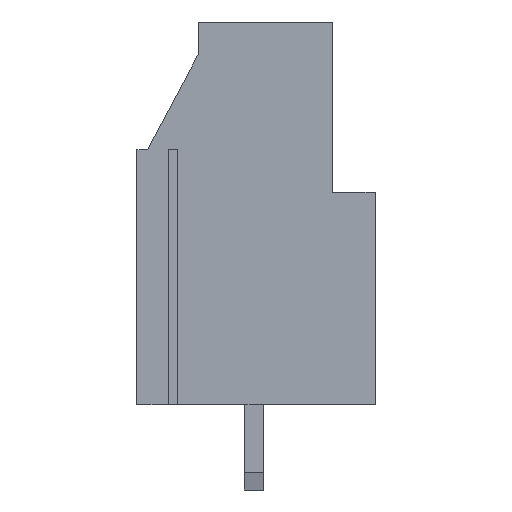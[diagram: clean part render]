
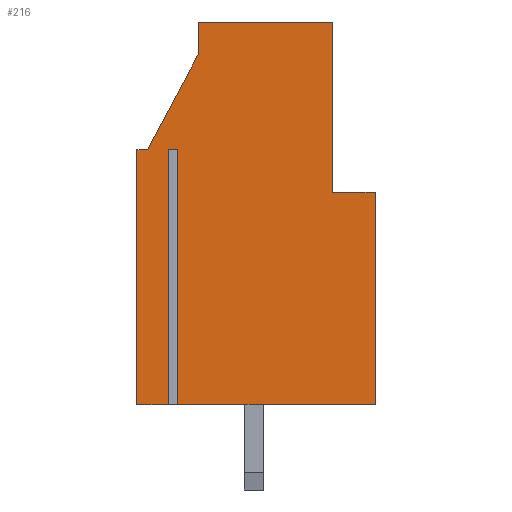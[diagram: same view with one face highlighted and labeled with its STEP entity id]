
A CAD part, front view. The second image highlights one B-rep face of the part: STEP entity #216.
In plain terms, the highlighted planar face has unit normal (0, -1, 0).
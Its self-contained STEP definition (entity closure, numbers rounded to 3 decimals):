
#216 = ADVANCED_FACE( '', ( #466 ), #467, .T. );
#466 = FACE_OUTER_BOUND( '', #764, .T. );
#467 = PLANE( '', #765 );
#764 = EDGE_LOOP( '', ( #1248, #1249, #1250, #1251, #1252, #1253, #1254, #1255, #1256, #1257, #1258, #1259, #1260 ) );
#765 = AXIS2_PLACEMENT_3D( '', #1261, #1262, #1263 );
#1248 = ORIENTED_EDGE( '', *, *, #2008, .T. );
#1249 = ORIENTED_EDGE( '', *, *, #1845, .T. );
#1250 = ORIENTED_EDGE( '', *, *, #2009, .F. );
#1251 = ORIENTED_EDGE( '', *, *, #2010, .T. );
#1252 = ORIENTED_EDGE( '', *, *, #2011, .F. );
#1253 = ORIENTED_EDGE( '', *, *, #2012, .F. );
#1254 = ORIENTED_EDGE( '', *, *, #1868, .T. );
#1255 = ORIENTED_EDGE( '', *, *, #2013, .T. );
#1256 = ORIENTED_EDGE( '', *, *, #2000, .T. );
#1257 = ORIENTED_EDGE( '', *, *, #2014, .T. );
#1258 = ORIENTED_EDGE( '', *, *, #2015, .T. );
#1259 = ORIENTED_EDGE( '', *, *, #2016, .F. );
#1260 = ORIENTED_EDGE( '', *, *, #2017, .F. );
#1261 = CARTESIAN_POINT( '', ( 0., -7.62, 0. ) );
#1262 = DIRECTION( '', ( 0., -1., 0. ) );
#1263 = DIRECTION( '', ( 0., 0., -1. ) );
#1845 = EDGE_CURVE( '', #2197, #2194, #2198, .T. );
#1868 = EDGE_CURVE( '', #2239, #2237, #2240, .T. );
#2000 = EDGE_CURVE( '', #2459, #2460, #2461, .T. );
#2008 = EDGE_CURVE( '', #2471, #2197, #2472, .T. );
#2009 = EDGE_CURVE( '', #2473, #2194, #2474, .T. );
#2010 = EDGE_CURVE( '', #2473, #2475, #2476, .T. );
#2011 = EDGE_CURVE( '', #2477, #2475, #2478, .T. );
#2012 = EDGE_CURVE( '', #2239, #2477, #2479, .T. );
#2013 = EDGE_CURVE( '', #2237, #2459, #2480, .T. );
#2014 = EDGE_CURVE( '', #2460, #2481, #2482, .T. );
#2015 = EDGE_CURVE( '', #2481, #2483, #2484, .T. );
#2016 = EDGE_CURVE( '', #2485, #2483, #2486, .T. );
#2017 = EDGE_CURVE( '', #2471, #2485, #2487, .T. );
#2194 = VERTEX_POINT( '', #2714 );
#2197 = VERTEX_POINT( '', #2718 );
#2198 = LINE( '', #2719, #2720 );
#2237 = VERTEX_POINT( '', #2775 );
#2239 = VERTEX_POINT( '', #2778 );
#2240 = LINE( '', #2779, #2780 );
#2459 = VERTEX_POINT( '', #3099 );
#2460 = VERTEX_POINT( '', #3100 );
#2461 = LINE( '', #3101, #3102 );
#2471 = VERTEX_POINT( '', #3117 );
#2472 = LINE( '', #3118, #3119 );
#2473 = VERTEX_POINT( '', #3120 );
#2474 = LINE( '', #3121, #3122 );
#2475 = VERTEX_POINT( '', #3123 );
#2476 = LINE( '', #3124, #3125 );
#2477 = VERTEX_POINT( '', #3126 );
#2478 = LINE( '', #3127, #3128 );
#2479 = LINE( '', #3129, #3130 );
#2480 = LINE( '', #3131, #3132 );
#2481 = VERTEX_POINT( '', #3133 );
#2482 = LINE( '', #3134, #3135 );
#2483 = VERTEX_POINT( '', #3136 );
#2484 = LINE( '', #3137, #3138 );
#2485 = VERTEX_POINT( '', #3139 );
#2486 = LINE( '', #3140, #3141 );
#2487 = LINE( '', #3142, #3143 );
#2714 = CARTESIAN_POINT( '', ( 1.93, -7.62, 0. ) );
#2718 = CARTESIAN_POINT( '', ( 1.93, -7.62, 12. ) );
#2719 = CARTESIAN_POINT( '', ( 1.93, -7.62, 12. ) );
#2720 = VECTOR( '', #3455, 1000. );
#2775 = CARTESIAN_POINT( '', ( 2.9, -7.62, 18. ) );
#2778 = CARTESIAN_POINT( '', ( 9.2, -7.62, 18. ) );
#2779 = CARTESIAN_POINT( '', ( 11.2, -7.62, 18. ) );
#2780 = VECTOR( '', #3476, 1000. );
#3099 = CARTESIAN_POINT( '', ( 2.9, -7.62, 16.5 ) );
#3100 = CARTESIAN_POINT( '', ( 0.5, -7.62, 12. ) );
#3101 = CARTESIAN_POINT( '', ( -3.824, -7.62, 3.893 ) );
#3102 = VECTOR( '', #3604, 1000. );
#3117 = CARTESIAN_POINT( '', ( 1.47, -7.62, 12. ) );
#3118 = CARTESIAN_POINT( '', ( 1.47, -7.62, 12. ) );
#3119 = VECTOR( '', #3610, 1000. );
#3120 = CARTESIAN_POINT( '', ( 11.2, -7.62, 0. ) );
#3121 = CARTESIAN_POINT( '', ( 1.741, -7.62, 0. ) );
#3122 = VECTOR( '', #3611, 1000. );
#3123 = CARTESIAN_POINT( '', ( 11.2, -7.62, 10. ) );
#3124 = CARTESIAN_POINT( '', ( 11.2, -7.62, -4. ) );
#3125 = VECTOR( '', #3612, 1000. );
#3126 = CARTESIAN_POINT( '', ( 9.2, -7.62, 10. ) );
#3127 = CARTESIAN_POINT( '', ( 9.447, -7.62, 10. ) );
#3128 = VECTOR( '', #3613, 1000. );
#3129 = CARTESIAN_POINT( '', ( 9.2, -7.62, 18. ) );
#3130 = VECTOR( '', #3614, 1000. );
#3131 = CARTESIAN_POINT( '', ( 2.9, -7.62, -1. ) );
#3132 = VECTOR( '', #3615, 1000. );
#3133 = CARTESIAN_POINT( '', ( 0., -7.62, 12. ) );
#3134 = CARTESIAN_POINT( '', ( 5.35, -7.62, 12. ) );
#3135 = VECTOR( '', #3616, 1000. );
#3136 = CARTESIAN_POINT( '', ( 0., -7.62, 0. ) );
#3137 = CARTESIAN_POINT( '', ( 0., -7.62, 18. ) );
#3138 = VECTOR( '', #3617, 1000. );
#3139 = CARTESIAN_POINT( '', ( 1.47, -7.62, 0. ) );
#3140 = CARTESIAN_POINT( '', ( 1.741, -7.62, 0. ) );
#3141 = VECTOR( '', #3618, 1000. );
#3142 = CARTESIAN_POINT( '', ( 1.47, -7.62, 12. ) );
#3143 = VECTOR( '', #3619, 1000. );
#3455 = DIRECTION( '', ( 0., 0., -1. ) );
#3476 = DIRECTION( '', ( -1., 0., 0. ) );
#3604 = DIRECTION( '', ( -0.471, 0., -0.882 ) );
#3610 = DIRECTION( '', ( 1., 0., 0. ) );
#3611 = DIRECTION( '', ( -1., 0., 0. ) );
#3612 = DIRECTION( '', ( 0., 0., 1. ) );
#3613 = DIRECTION( '', ( 1., 0., 0. ) );
#3614 = DIRECTION( '', ( 0., 0., -1. ) );
#3615 = DIRECTION( '', ( 0., 0., -1. ) );
#3616 = DIRECTION( '', ( -1., 0., 0. ) );
#3617 = DIRECTION( '', ( 0., 0., -1. ) );
#3618 = DIRECTION( '', ( -1., 0., 0. ) );
#3619 = DIRECTION( '', ( 0., 0., -1. ) );
